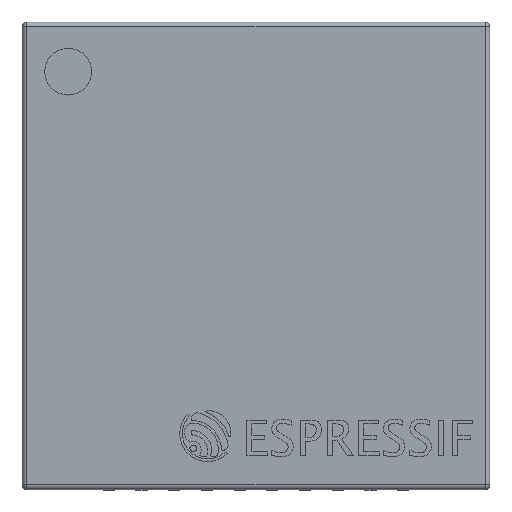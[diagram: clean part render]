
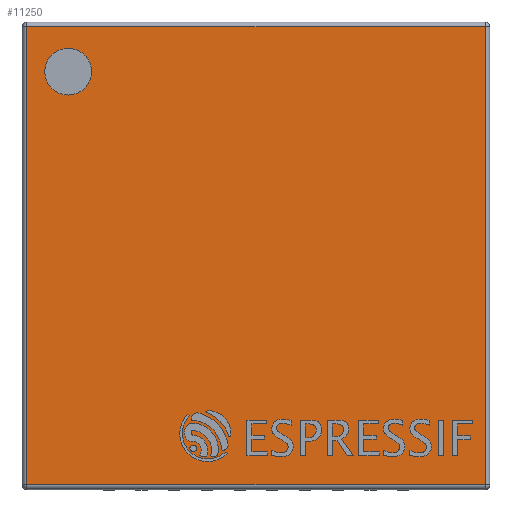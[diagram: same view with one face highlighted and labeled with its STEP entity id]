
A CAD part, top view. The second image highlights one B-rep face of the part: STEP entity #11250.
In plain terms, the highlighted planar face has unit normal (0, 0, 1).
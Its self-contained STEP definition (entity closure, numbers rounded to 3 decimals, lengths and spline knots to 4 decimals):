
#353=PLANE('',#12122);
#902=LINE('',#15869,#2279);
#906=LINE('',#15885,#2283);
#908=LINE('',#15888,#2285);
#910=LINE('',#15891,#2287);
#2279=VECTOR('',#12924,10.);
#2283=VECTOR('',#12942,10.);
#2285=VECTOR('',#12946,10.);
#2287=VECTOR('',#12950,10.);
#3741=FACE_OUTER_BOUND('',#4420,.T.);
#4420=EDGE_LOOP('',(#8021,#8022,#8023,#8024));
#5241=VERTEX_POINT('',#15831);
#5246=VERTEX_POINT('',#15844);
#5251=VERTEX_POINT('',#15857);
#5256=VERTEX_POINT('',#15873);
#6344=EDGE_CURVE('',#5241,#5251,#902,.T.);
#6352=EDGE_CURVE('',#5251,#5256,#906,.T.);
#6354=EDGE_CURVE('',#5256,#5246,#908,.T.);
#6356=EDGE_CURVE('',#5246,#5241,#910,.T.);
#8021=ORIENTED_EDGE('',*,*,#6344,.F.);
#8022=ORIENTED_EDGE('',*,*,#6356,.F.);
#8023=ORIENTED_EDGE('',*,*,#6354,.F.);
#8024=ORIENTED_EDGE('',*,*,#6352,.F.);
#11250=ADVANCED_FACE('',(#3741),#353,.T.);
#12122=AXIS2_PLACEMENT_3D('',#15900,#12962,#12963);
#12924=DIRECTION('',(0.,1.,0.));
#12942=DIRECTION('',(1.,0.,0.));
#12946=DIRECTION('',(0.,-1.,0.));
#12950=DIRECTION('',(-1.,0.,0.));
#12962=DIRECTION('center_axis',(0.,0.,1.));
#12963=DIRECTION('ref_axis',(1.,0.,0.));
#15831=CARTESIAN_POINT('',(-2.45,-2.45,0.85));
#15844=CARTESIAN_POINT('',(2.45,-2.45,0.85));
#15857=CARTESIAN_POINT('',(-2.45,2.45,0.85));
#15869=CARTESIAN_POINT('',(-2.45,1.25,0.85));
#15873=CARTESIAN_POINT('',(2.45,2.45,0.85));
#15885=CARTESIAN_POINT('',(1.25,2.45,0.85));
#15888=CARTESIAN_POINT('',(2.45,-1.25,0.85));
#15891=CARTESIAN_POINT('',(-1.25,-2.45,0.85));
#15900=CARTESIAN_POINT('Origin',(0.,0.,
0.85));
